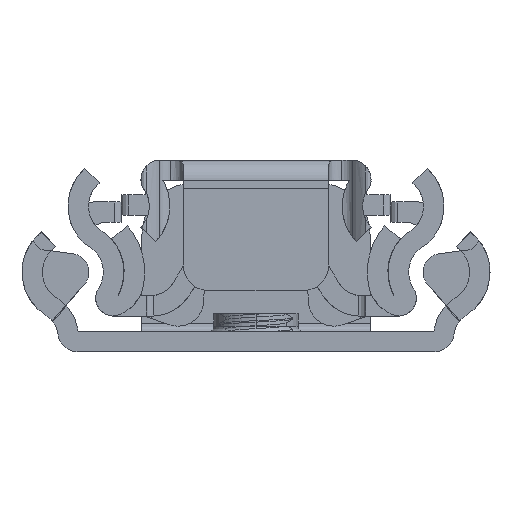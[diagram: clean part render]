
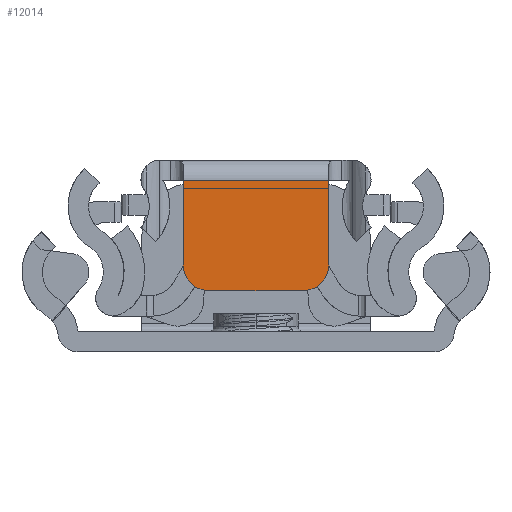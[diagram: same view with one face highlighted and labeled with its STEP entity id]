
A CAD part, left-side view. The second image highlights one B-rep face of the part: STEP entity #12014.
In plain terms, the highlighted planar face has unit normal (-1, 0, 0).
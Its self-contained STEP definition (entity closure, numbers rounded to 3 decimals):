
#987 = CARTESIAN_POINT ( 'NONE',  ( 0., -1.85, 3.4 ) ) ;
#1275 = DIRECTION ( 'NONE',  ( -1., 0., 0. ) ) ;
#1563 = EDGE_CURVE ( 'NONE', #11434, #21905, #15032, .T. ) ;
#1587 = ORIENTED_EDGE ( 'NONE', *, *, #3383, .T. ) ;
#2157 = AXIS2_PLACEMENT_3D ( 'NONE', #987, #2596, #4300 ) ;
#2262 = CARTESIAN_POINT ( 'NONE',  ( 0., 1.85, 2.4 ) ) ;
#2528 = FACE_OUTER_BOUND ( 'NONE', #14367, .T. ) ;
#2596 = DIRECTION ( 'NONE',  ( -1., 0., 0. ) ) ;
#3179 = AXIS2_PLACEMENT_3D ( 'NONE', #9481, #1275, #21561 ) ;
#3383 = EDGE_CURVE ( 'NONE', #10281, #11990, #22514, .T. ) ;
#4112 = DIRECTION ( 'NONE',  ( 0., 0., 1. ) ) ;
#4123 = CARTESIAN_POINT ( 'NONE',  ( 0., 3.734, 6.734 ) ) ;
#4300 = DIRECTION ( 'NONE',  ( 0., 0., 1. ) ) ;
#4329 = VERTEX_POINT ( 'NONE', #16852 ) ;
#5094 = EDGE_CURVE ( 'NONE', #11990, #4329, #7853, .T. ) ;
#5833 = DIRECTION ( 'NONE',  ( 0., 1., 0. ) ) ;
#6021 = EDGE_CURVE ( 'NONE', #11434, #21449, #8263, .T. ) ;
#6283 = CARTESIAN_POINT ( 'NONE',  ( 0., 2.85, 4.32 ) ) ;
#6553 = ORIENTED_EDGE ( 'NONE', *, *, #5094, .T. ) ;
#7837 = CARTESIAN_POINT ( 'NONE',  ( 0., -1.85, 2.4 ) ) ;
#7853 = LINE ( 'NONE', #14796, #17450 ) ;
#8263 = CIRCLE ( 'NONE', #3179, 1. ) ;
#9121 = DIRECTION ( 'NONE',  ( 1., 0., 0. ) ) ;
#9313 = DIRECTION ( 'NONE',  ( 0., -1., 0. ) ) ;
#9322 = VECTOR ( 'NONE', #16877, 1000. ) ;
#9481 = CARTESIAN_POINT ( 'NONE',  ( 0., 1.85, 3.4 ) ) ;
#10281 = VERTEX_POINT ( 'NONE', #14408 ) ;
#10379 = AXIS2_PLACEMENT_3D ( 'NONE', #4123, #9121, #15950 ) ;
#11434 = VERTEX_POINT ( 'NONE', #16097 ) ;
#11587 = CARTESIAN_POINT ( 'NONE',  ( 0., 2.85, 6.7 ) ) ;
#11990 = VERTEX_POINT ( 'NONE', #14467 ) ;
#12014 = ADVANCED_FACE ( 'NONE', ( #2528 ), #12990, .F. ) ;
#12038 = EDGE_CURVE ( 'NONE', #4329, #21905, #12642, .T. ) ;
#12642 = LINE ( 'NONE', #19593, #15840 ) ;
#12990 = PLANE ( 'NONE',  #10379 ) ;
#14367 = EDGE_LOOP ( 'NONE', ( #6553, #15186, #18887, #21285, #19812, #1587 ) ) ;
#14408 = CARTESIAN_POINT ( 'NONE',  ( 0., -1.85, 2.4 ) ) ;
#14467 = CARTESIAN_POINT ( 'NONE',  ( 0., -2.85, 3.4 ) ) ;
#14796 = CARTESIAN_POINT ( 'NONE',  ( 0., -2.85, 4.32 ) ) ;
#15032 = LINE ( 'NONE', #6283, #9322 ) ;
#15186 = ORIENTED_EDGE ( 'NONE', *, *, #12038, .T. ) ;
#15618 = EDGE_CURVE ( 'NONE', #21449, #10281, #19795, .T. ) ;
#15840 = VECTOR ( 'NONE', #5833, 1000. ) ;
#15950 = DIRECTION ( 'NONE',  ( 0., 0., -1. ) ) ;
#16097 = CARTESIAN_POINT ( 'NONE',  ( 0., 2.85, 3.4 ) ) ;
#16852 = CARTESIAN_POINT ( 'NONE',  ( 0., -2.85, 6.7 ) ) ;
#16877 = DIRECTION ( 'NONE',  ( 0., 0., 1. ) ) ;
#17450 = VECTOR ( 'NONE', #4112, 1000. ) ;
#18887 = ORIENTED_EDGE ( 'NONE', *, *, #1563, .F. ) ;
#19593 = CARTESIAN_POINT ( 'NONE',  ( 0., 3.734, 6.7 ) ) ;
#19795 = LINE ( 'NONE', #7837, #22372 ) ;
#19812 = ORIENTED_EDGE ( 'NONE', *, *, #15618, .T. ) ;
#21285 = ORIENTED_EDGE ( 'NONE', *, *, #6021, .T. ) ;
#21449 = VERTEX_POINT ( 'NONE', #2262 ) ;
#21561 = DIRECTION ( 'NONE',  ( 0., 0., 1. ) ) ;
#21905 = VERTEX_POINT ( 'NONE', #11587 ) ;
#22372 = VECTOR ( 'NONE', #9313, 1000. ) ;
#22514 = CIRCLE ( 'NONE', #2157, 1. ) ;
